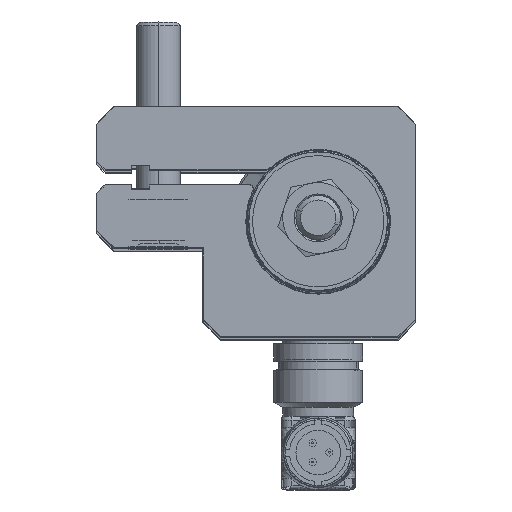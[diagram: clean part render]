
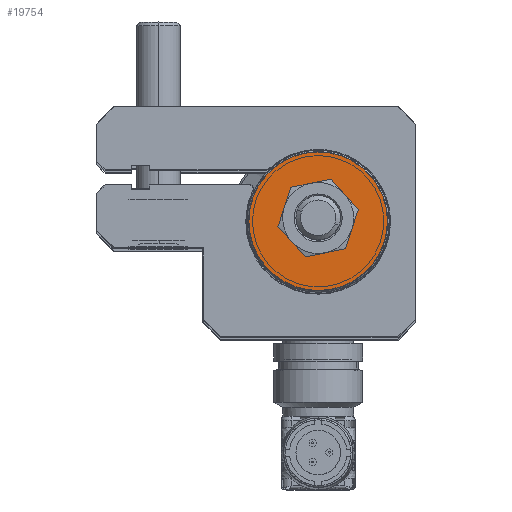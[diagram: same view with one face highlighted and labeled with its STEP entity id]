
A CAD part, top view. The second image highlights one B-rep face of the part: STEP entity #19754.
In plain terms, the highlighted planar face has unit normal (0, 0, 1).
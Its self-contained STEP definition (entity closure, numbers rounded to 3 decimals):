
#1244 = AXIS2_PLACEMENT_3D ( 'NONE', #1276, #1280, #1271 ) ;
#1271 = DIRECTION ( 'NONE',  ( 0.771, -0.637, 0. ) ) ;
#1276 = CARTESIAN_POINT ( 'NONE',  ( 0., 0., 1. ) ) ;
#1280 = DIRECTION ( 'NONE',  ( 0., 0., -1. ) ) ;
#1293 = CIRCLE ( 'NONE', #1244, 2.75 ) ;
#1348 = DIRECTION ( 'NONE',  ( 0.771, -0.637, 0. ) ) ;
#1350 = DIRECTION ( 'NONE',  ( 0., 0., 1. ) ) ;
#1351 = CARTESIAN_POINT ( 'NONE',  ( 0., 0., 1. ) ) ;
#1352 = AXIS2_PLACEMENT_3D ( 'NONE', #1351, #1350, #1348 ) ;
#1359 = CIRCLE ( 'NONE', #1352, 7.8 ) ;
#5575 = CARTESIAN_POINT ( 'NONE',  ( 6.012, -4.97, 1. ) ) ;
#5579 = CARTESIAN_POINT ( 'NONE',  ( -6.012, 4.97, 1. ) ) ;
#8032 = ORIENTED_EDGE ( 'NONE', *, *, #8059, .T. ) ;
#8039 = ORIENTED_EDGE ( 'NONE', *, *, #8047, .T. ) ;
#8047 = EDGE_CURVE ( 'NONE', #19350, #19622, #1293, .T. ) ;
#8052 = ORIENTED_EDGE ( 'NONE', *, *, #19631, .T. ) ;
#8059 = EDGE_CURVE ( 'NONE', #9315, #9312, #1359, .T. ) ;
#8078 = EDGE_LOOP ( 'NONE', ( #8039, #8052 ) ) ;
#9312 = VERTEX_POINT ( 'NONE', #5575 ) ;
#9315 = VERTEX_POINT ( 'NONE', #5579 ) ;
#13681 = CARTESIAN_POINT ( 'NONE',  ( 2.119, -1.752, 1. ) ) ;
#14067 = CIRCLE ( 'NONE', #14117, 7.8 ) ;
#14104 = CARTESIAN_POINT ( 'NONE',  ( 0., 0., 1. ) ) ;
#14117 = AXIS2_PLACEMENT_3D ( 'NONE', #14104, #14153, #14152 ) ;
#14152 = DIRECTION ( 'NONE',  ( 0.771, -0.637, 0. ) ) ;
#14153 = DIRECTION ( 'NONE',  ( 0., 0., 1. ) ) ;
#14478 = CARTESIAN_POINT ( 'NONE',  ( -2.119, 1.752, 1. ) ) ;
#14512 = CIRCLE ( 'NONE', #14549, 2.75 ) ;
#14546 = DIRECTION ( 'NONE',  ( 0.771, -0.637, 0. ) ) ;
#14547 = DIRECTION ( 'NONE',  ( 0., 0., -1. ) ) ;
#14548 = CARTESIAN_POINT ( 'NONE',  ( 0., 0., 1. ) ) ;
#14549 = AXIS2_PLACEMENT_3D ( 'NONE', #14548, #14547, #14546 ) ;
#14859 = FACE_OUTER_BOUND ( 'NONE', #19734, .T. ) ;
#14864 = AXIS2_PLACEMENT_3D ( 'NONE', #14885, #14874, #14873 ) ;
#14872 = PLANE ( 'NONE',  #14864 ) ;
#14873 = DIRECTION ( 'NONE',  ( 0.771, -0.637, 0. ) ) ;
#14874 = DIRECTION ( 'NONE',  ( 0., 0., 1. ) ) ;
#14879 = FACE_BOUND ( 'NONE', #8078, .T. ) ;
#14885 = CARTESIAN_POINT ( 'NONE',  ( 0., 0., 1. ) ) ;
#19350 = VERTEX_POINT ( 'NONE', #13681 ) ;
#19495 = EDGE_CURVE ( 'NONE', #9312, #9315, #14067, .T. ) ;
#19622 = VERTEX_POINT ( 'NONE', #14478 ) ;
#19631 = EDGE_CURVE ( 'NONE', #19622, #19350, #14512, .T. ) ;
#19723 = ORIENTED_EDGE ( 'NONE', *, *, #19495, .T. ) ;
#19734 = EDGE_LOOP ( 'NONE', ( #8032, #19723 ) ) ;
#19754 = ADVANCED_FACE ( 'NONE', ( #14859, #14879 ), #14872, .T. ) ;
